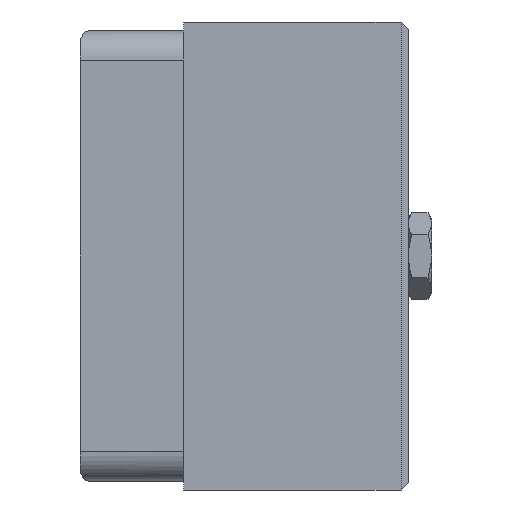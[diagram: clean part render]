
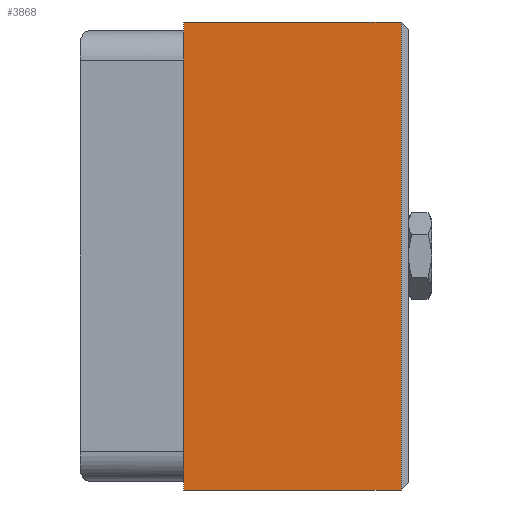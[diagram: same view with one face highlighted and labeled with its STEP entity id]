
A CAD part, left-side view. The second image highlights one B-rep face of the part: STEP entity #3868.
In plain terms, the highlighted planar face has unit normal (-1, 0, 0).
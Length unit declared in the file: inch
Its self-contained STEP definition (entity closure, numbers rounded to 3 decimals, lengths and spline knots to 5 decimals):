
#198 = LINE ( 'NONE', #497, #528 ) ;
#288 = CARTESIAN_POINT ( 'NONE',  ( -1.9685, 0.945, 0.9845 ) ) ;
#430 = ORIENTED_EDGE ( 'NONE', *, *, #3541, .F. ) ;
#497 = CARTESIAN_POINT ( 'NONE',  ( -1.9685, 0.03, 0.9845 ) ) ;
#528 = VECTOR ( 'NONE', #1282, 39.37008 ) ;
#606 = VECTOR ( 'NONE', #2463, 39.37008 ) ;
#1025 = CARTESIAN_POINT ( 'NONE',  ( -1.9685, 0.03, 0.9845 ) ) ;
#1206 = FACE_OUTER_BOUND ( 'NONE', #3908, .T. ) ;
#1282 = DIRECTION ( 'NONE',  ( 0., 0., 1. ) ) ;
#1660 = DIRECTION ( 'NONE',  ( 0., -1., 0. ) ) ;
#1727 = LINE ( 'NONE', #3151, #606 ) ;
#1863 = ORIENTED_EDGE ( 'NONE', *, *, #3098, .T. ) ;
#1892 = PLANE ( 'NONE',  #1974 ) ;
#1960 = LINE ( 'NONE', #2611, #3535 ) ;
#1974 = AXIS2_PLACEMENT_3D ( 'NONE', #3698, #2337, #4491 ) ;
#2337 = DIRECTION ( 'NONE',  ( 1., 0., 0. ) ) ;
#2368 = LINE ( 'NONE', #4426, #4584 ) ;
#2463 = DIRECTION ( 'NONE',  ( 0., 0., 1. ) ) ;
#2476 = ORIENTED_EDGE ( 'NONE', *, *, #3795, .F. ) ;
#2492 = CARTESIAN_POINT ( 'NONE',  ( -1.9685, 0.945, -0.9845 ) ) ;
#2564 = CARTESIAN_POINT ( 'NONE',  ( -1.9685, 0.03, -0.9845 ) ) ;
#2611 = CARTESIAN_POINT ( 'NONE',  ( -1.9685, 0.945, -0.9845 ) ) ;
#2752 = VERTEX_POINT ( 'NONE', #2492 ) ;
#2900 = EDGE_CURVE ( 'NONE', #4117, #4207, #198, .T. ) ;
#2934 = VERTEX_POINT ( 'NONE', #288 ) ;
#3098 = EDGE_CURVE ( 'NONE', #2752, #4117, #1960, .T. ) ;
#3151 = CARTESIAN_POINT ( 'NONE',  ( -1.9685, 0.945, 0.9845 ) ) ;
#3384 = DIRECTION ( 'NONE',  ( 0., -1., 0. ) ) ;
#3535 = VECTOR ( 'NONE', #3384, 39.37008 ) ;
#3541 = EDGE_CURVE ( 'NONE', #2934, #4207, #2368, .T. ) ;
#3698 = CARTESIAN_POINT ( 'NONE',  ( -1.9685, 0.945, 0.9845 ) ) ;
#3795 = EDGE_CURVE ( 'NONE', #2752, #2934, #1727, .T. ) ;
#3868 = ADVANCED_FACE ( 'NONE', ( #1206 ), #1892, .F. ) ;
#3908 = EDGE_LOOP ( 'NONE', ( #1863, #4251, #430, #2476 ) ) ;
#4117 = VERTEX_POINT ( 'NONE', #2564 ) ;
#4207 = VERTEX_POINT ( 'NONE', #1025 ) ;
#4251 = ORIENTED_EDGE ( 'NONE', *, *, #2900, .T. ) ;
#4426 = CARTESIAN_POINT ( 'NONE',  ( -1.9685, 0.945, 0.9845 ) ) ;
#4491 = DIRECTION ( 'NONE',  ( 0., 0., -1. ) ) ;
#4584 = VECTOR ( 'NONE', #1660, 39.37008 ) ;
